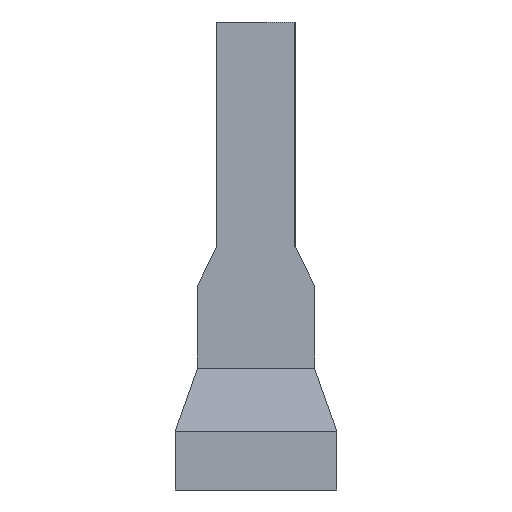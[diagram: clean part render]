
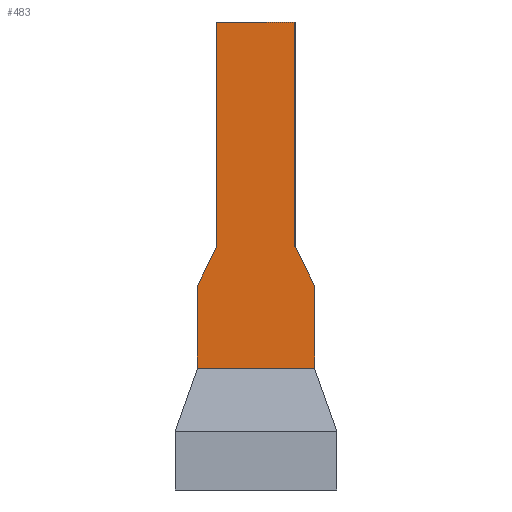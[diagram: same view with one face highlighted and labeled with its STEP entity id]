
A CAD part, front view. The second image highlights one B-rep face of the part: STEP entity #483.
In plain terms, the highlighted planar face has unit normal (0, -1, 0).
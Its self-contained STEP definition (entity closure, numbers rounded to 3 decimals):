
#40 = ORIENTED_EDGE ( 'NONE', *, *, #327, .F. ) ;
#41 = ORIENTED_EDGE ( 'NONE', *, *, #241, .T. ) ;
#42 = ORIENTED_EDGE ( 'NONE', *, *, #476, .T. ) ;
#43 = ORIENTED_EDGE ( 'NONE', *, *, #44, .T. ) ;
#44 = EDGE_CURVE ( 'NONE', #473, #487, #637, .T. ) ;
#239 = VERTEX_POINT ( 'NONE', #925 ) ;
#241 = EDGE_CURVE ( 'NONE', #242, #239, #991, .T. ) ;
#242 = VERTEX_POINT ( 'NONE', #987 ) ;
#327 = EDGE_CURVE ( 'NONE', #242, #328, #1059, .T. ) ;
#328 = VERTEX_POINT ( 'NONE', #1119 ) ;
#419 = EDGE_CURVE ( 'NONE', #422, #424, #1238, .T. ) ;
#420 = ORIENTED_EDGE ( 'NONE', *, *, #421, .F. ) ;
#421 = EDGE_CURVE ( 'NONE', #328, #422, #1234, .T. ) ;
#422 = VERTEX_POINT ( 'NONE', #1230 ) ;
#423 = ORIENTED_EDGE ( 'NONE', *, *, #419, .F. ) ;
#424 = VERTEX_POINT ( 'NONE', #1229 ) ;
#425 = ORIENTED_EDGE ( 'NONE', *, *, #426, .F. ) ;
#426 = EDGE_CURVE ( 'NONE', #424, #488, #1228, .T. ) ;
#473 = VERTEX_POINT ( 'NONE', #1346 ) ;
#476 = EDGE_CURVE ( 'NONE', #239, #473, #1339, .T. ) ;
#483 = ADVANCED_FACE ( 'NONE', ( #1327 ), #1326, .T. ) ;
#484 = EDGE_LOOP ( 'NONE', ( #485, #425, #423, #420, #40, #41, #42, #43 ) ) ;
#485 = ORIENTED_EDGE ( 'NONE', *, *, #486, .T. ) ;
#486 = EDGE_CURVE ( 'NONE', #487, #488, #1321, .T. ) ;
#487 = VERTEX_POINT ( 'NONE', #1317 ) ;
#488 = VERTEX_POINT ( 'NONE', #1316 ) ;
#634 = DIRECTION ( 'NONE',  ( -0.447, 0., 0.894 ) ) ;
#635 = VECTOR ( 'NONE', #634, 1000. ) ;
#636 = CARTESIAN_POINT ( 'NONE',  ( 0.6, 0.2, 2.1 ) ) ;
#637 = LINE ( 'NONE', #636, #635 ) ;
#925 = CARTESIAN_POINT ( 'NONE',  ( 0.6, 0.2, 1.25 ) ) ;
#987 = CARTESIAN_POINT ( 'NONE',  ( -0.6, 0.2, 1.25 ) ) ;
#988 = DIRECTION ( 'NONE',  ( 1., 0., 0. ) ) ;
#989 = VECTOR ( 'NONE', #988, 1000. ) ;
#990 = CARTESIAN_POINT ( 'NONE',  ( 0.6, 0.2, 1.25 ) ) ;
#991 = LINE ( 'NONE', #990, #989 ) ;
#1058 = CARTESIAN_POINT ( 'NONE',  ( -0.6, 0.2, 1.25 ) ) ;
#1059 = LINE ( 'NONE', #1058, #1121 ) ;
#1119 = CARTESIAN_POINT ( 'NONE',  ( -0.6, 0.2, 2.1 ) ) ;
#1120 = DIRECTION ( 'NONE',  ( 0., 0., 1. ) ) ;
#1121 = VECTOR ( 'NONE', #1120, 1000. ) ;
#1225 = DIRECTION ( 'NONE',  ( 1., 0., 0. ) ) ;
#1226 = VECTOR ( 'NONE', #1225, 1000. ) ;
#1227 = CARTESIAN_POINT ( 'NONE',  ( -0.4, 0.2, 4.8 ) ) ;
#1228 = LINE ( 'NONE', #1227, #1226 ) ;
#1229 = CARTESIAN_POINT ( 'NONE',  ( -0.4, 0.2, 4.8 ) ) ;
#1230 = CARTESIAN_POINT ( 'NONE',  ( -0.4, 0.2, 2.5 ) ) ;
#1231 = DIRECTION ( 'NONE',  ( 0.447, 0., 0.894 ) ) ;
#1232 = VECTOR ( 'NONE', #1231, 1000. ) ;
#1233 = CARTESIAN_POINT ( 'NONE',  ( -0.6, 0.2, 2.1 ) ) ;
#1234 = LINE ( 'NONE', #1233, #1232 ) ;
#1235 = DIRECTION ( 'NONE',  ( 0., 0., 1. ) ) ;
#1236 = VECTOR ( 'NONE', #1235, 1000. ) ;
#1237 = CARTESIAN_POINT ( 'NONE',  ( -0.4, 0.2, 2.5 ) ) ;
#1238 = LINE ( 'NONE', #1237, #1236 ) ;
#1316 = CARTESIAN_POINT ( 'NONE',  ( 0.4, 0.2, 4.8 ) ) ;
#1317 = CARTESIAN_POINT ( 'NONE',  ( 0.4, 0.2, 2.5 ) ) ;
#1318 = DIRECTION ( 'NONE',  ( 0., 0., 1. ) ) ;
#1319 = VECTOR ( 'NONE', #1318, 1000. ) ;
#1320 = CARTESIAN_POINT ( 'NONE',  ( 0.4, 0.2, 2.5 ) ) ;
#1321 = LINE ( 'NONE', #1320, #1319 ) ;
#1322 = DIRECTION ( 'NONE',  ( 1., 0., 0. ) ) ;
#1323 = DIRECTION ( 'NONE',  ( 0., -1., 0. ) ) ;
#1324 = CARTESIAN_POINT ( 'NONE',  ( 0.6, 0.2, 1.25 ) ) ;
#1325 = AXIS2_PLACEMENT_3D ( 'NONE', #1324, #1323, #1322 ) ;
#1326 = PLANE ( 'NONE',  #1325 ) ;
#1327 = FACE_OUTER_BOUND ( 'NONE', #484, .T. ) ;
#1336 = DIRECTION ( 'NONE',  ( 0., 0., 1. ) ) ;
#1337 = VECTOR ( 'NONE', #1336, 1000. ) ;
#1338 = CARTESIAN_POINT ( 'NONE',  ( 0.6, 0.2, 1.25 ) ) ;
#1339 = LINE ( 'NONE', #1338, #1337 ) ;
#1346 = CARTESIAN_POINT ( 'NONE',  ( 0.6, 0.2, 2.1 ) ) ;
